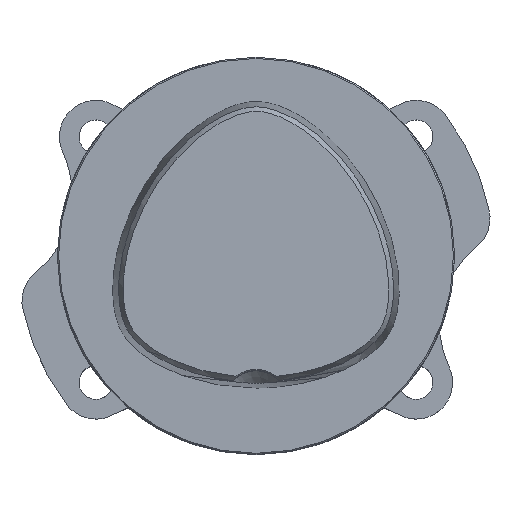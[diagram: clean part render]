
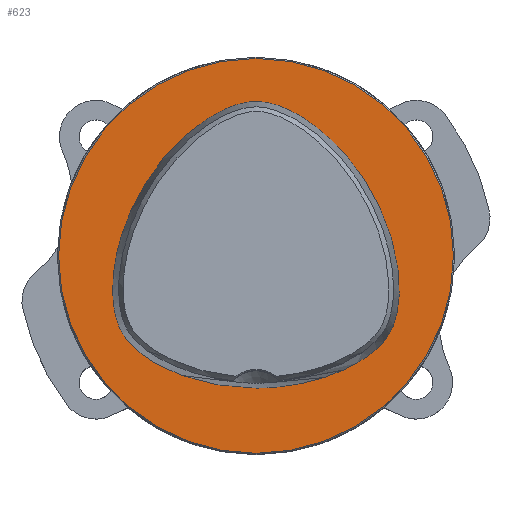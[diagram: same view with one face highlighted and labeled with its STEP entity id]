
A CAD part, top view. The second image highlights one B-rep face of the part: STEP entity #623.
In plain terms, the highlighted planar face has unit normal (0, 0, 1).
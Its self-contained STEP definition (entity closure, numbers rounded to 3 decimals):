
#402=PLANE('',#2046);
#474=CIRCLE('',#2044,49.7);
#552=FACE_BOUND('',#836,.T.);
#553=FACE_BOUND('',#837,.T.);
#623=ADVANCED_FACE('CU_E_LO_SU_1',(#552,#553),#402,.T.);
#836=EDGE_LOOP('',(#1035));
#837=EDGE_LOOP('',(#1036));
#1035=ORIENTED_EDGE('',*,*,#1746,.T.);
#1036=ORIENTED_EDGE('',*,*,#1707,.T.);
#1522=VERTEX_POINT('',#3214);
#1559=VERTEX_POINT('',#3705);
#1707=EDGE_CURVE('',#1522,#1522,#1972,.T.);
#1746=EDGE_CURVE('',#1559,#1559,#474,.T.);
#1972=B_SPLINE_CURVE_WITH_KNOTS('',3,(#3135,#3136,#3137,#3138,#3139,#3140,
#3141,#3142,#3143,#3144,#3145,#3146,#3147,#3148,#3149,#3150,#3151,#3152,
#3153,#3154,#3155,#3156,#3157,#3158,#3159,#3160,#3161,#3162,#3163,#3164,
#3165,#3166,#3167,#3168,#3169,#3170,#3171,#3172,#3173,#3174,#3175,#3176,
#3177,#3178,#3179,#3180,#3181,#3182,#3183,#3184,#3185,#3186,#3187,#3188,
#3189,#3190,#3191,#3192,#3193,#3194,#3195,#3196,#3197,#3198,#3199,#3200,
#3201,#3202,#3203,#3204,#3205,#3206,#3207,#3208,#3209,#3210,#3211,#3212,
#3213),.UNSPECIFIED.,.T.,.F.,(1,1,2,1,1,1,1,1,1,1,1,1,1,1,1,1,1,1,1,1,1,
1,1,1,1,1,1,1,1,1,1,1,1,1,1,1,1,1,1,1,1,1,1,1,1,1,1,1,1,1,1,1,1,1,1,1,1,
1,1,1,1,1,1,1,1,1,1,1,1,1,1,1,1,1,1,1,1,1,2,1,1),(-0.047,-0.031,0.,
0.031,0.047,0.063,0.078,0.094,0.109,0.125,0.133,0.141,
0.148,0.156,0.164,0.168,0.172,0.18,0.188,0.195,
0.203,0.211,0.219,0.234,0.25,0.266,0.281,0.313,0.344,
0.375,0.391,0.406,0.422,0.438,0.453,0.461,0.469,0.477,
0.484,0.492,0.5,0.508,0.516,0.523,0.531,0.539,0.547,
0.563,0.578,0.594,0.609,0.625,0.656,0.688,0.719,0.734,
0.75,0.766,0.781,0.789,0.797,0.805,0.813,0.82,0.828,
0.832,0.836,0.844,0.852,0.859,0.867,0.875,0.891,
0.906,0.922,0.938,0.953,0.969,1.,1.031,1.047),
 .UNSPECIFIED.);
#2044=AXIS2_PLACEMENT_3D('',#3704,#2268,#2269);
#2046=AXIS2_PLACEMENT_3D('',#3707,#2272,#2273);
#2268=DIRECTION('',(0.,0.,1.));
#2269=DIRECTION('',(1.,0.,0.));
#2272=DIRECTION('',(0.,0.,1.));
#2273=DIRECTION('',(1.,0.,0.));
#3135=CARTESIAN_POINT('',(2.358,-33.275,0.));
#3136=CARTESIAN_POINT('',(-2.358,-33.275,0.));
#3137=CARTESIAN_POINT('',(-5.899,-33.062,0.));
#3138=CARTESIAN_POINT('',(-10.564,-32.342,0.));
#3139=CARTESIAN_POINT('',(-14.022,-31.579,0.));
#3140=CARTESIAN_POINT('',(-17.421,-30.585,0.));
#3141=CARTESIAN_POINT('',(-20.741,-29.347,0.));
#3142=CARTESIAN_POINT('',(-23.953,-27.85,0.));
#3143=CARTESIAN_POINT('',(-26.508,-26.364,0.));
#3144=CARTESIAN_POINT('',(-28.446,-25.014,0.));
#3145=CARTESIAN_POINT('',(-29.836,-23.912,0.));
#3146=CARTESIAN_POINT('',(-31.143,-22.712,0.));
#3147=CARTESIAN_POINT('',(-32.342,-21.401,0.));
#3148=CARTESIAN_POINT('',(-33.217,-20.204,0.));
#3149=CARTESIAN_POINT('',(-33.821,-19.184,0.));
#3150=CARTESIAN_POINT('',(-34.357,-18.128,0.));
#3151=CARTESIAN_POINT('',(-34.902,-16.749,0.));
#3152=CARTESIAN_POINT('',(-35.385,-15.04,0.));
#3153=CARTESIAN_POINT('',(-35.726,-13.299,0.));
#3154=CARTESIAN_POINT('',(-35.948,-11.541,0.));
#3155=CARTESIAN_POINT('',(-36.064,-9.772,0.));
#3156=CARTESIAN_POINT('',(-36.095,-7.411,0.));
#3157=CARTESIAN_POINT('',(-35.922,-4.462,0.));
#3158=CARTESIAN_POINT('',(-35.423,-0.954,0.));
#3159=CARTESIAN_POINT('',(-34.665,2.506,0.));
#3160=CARTESIAN_POINT('',(-33.34,7.037,0.));
#3161=CARTESIAN_POINT('',(-31.139,12.522,0.));
#3162=CARTESIAN_POINT('',(-27.717,18.733,0.));
#3163=CARTESIAN_POINT('',(-24.263,23.527,0.));
#3164=CARTESIAN_POINT('',(-21.153,27.079,0.));
#3165=CARTESIAN_POINT('',(-18.649,29.584,0.));
#3166=CARTESIAN_POINT('',(-15.974,31.907,0.));
#3167=CARTESIAN_POINT('',(-13.129,34.018,0.));
#3168=CARTESIAN_POINT('',(-10.614,35.568,0.));
#3169=CARTESIAN_POINT('',(-8.514,36.651,0.));
#3170=CARTESIAN_POINT('',(-6.895,37.372,0.));
#3171=CARTESIAN_POINT('',(-5.231,37.986,0.));
#3172=CARTESIAN_POINT('',(-3.524,38.472,0.));
#3173=CARTESIAN_POINT('',(-1.776,38.797,0.));
#3174=CARTESIAN_POINT('',(0.,38.915,0.));
#3175=CARTESIAN_POINT('',(1.776,38.797,0.));
#3176=CARTESIAN_POINT('',(3.524,38.472,0.));
#3177=CARTESIAN_POINT('',(5.231,37.986,0.));
#3178=CARTESIAN_POINT('',(6.895,37.372,0.));
#3179=CARTESIAN_POINT('',(8.514,36.651,0.));
#3180=CARTESIAN_POINT('',(10.614,35.568,0.));
#3181=CARTESIAN_POINT('',(13.129,34.018,0.));
#3182=CARTESIAN_POINT('',(15.974,31.907,0.));
#3183=CARTESIAN_POINT('',(18.649,29.584,0.));
#3184=CARTESIAN_POINT('',(21.153,27.079,0.));
#3185=CARTESIAN_POINT('',(24.263,23.527,0.));
#3186=CARTESIAN_POINT('',(27.717,18.733,0.));
#3187=CARTESIAN_POINT('',(31.139,12.522,0.));
#3188=CARTESIAN_POINT('',(33.34,7.037,0.));
#3189=CARTESIAN_POINT('',(34.665,2.506,0.));
#3190=CARTESIAN_POINT('',(35.423,-0.954,0.));
#3191=CARTESIAN_POINT('',(35.922,-4.462,0.));
#3192=CARTESIAN_POINT('',(36.095,-7.411,0.));
#3193=CARTESIAN_POINT('',(36.064,-9.772,0.));
#3194=CARTESIAN_POINT('',(35.948,-11.54,0.));
#3195=CARTESIAN_POINT('',(35.726,-13.299,0.));
#3196=CARTESIAN_POINT('',(35.385,-15.04,0.));
#3197=CARTESIAN_POINT('',(34.902,-16.749,0.));
#3198=CARTESIAN_POINT('',(34.357,-18.128,0.));
#3199=CARTESIAN_POINT('',(33.821,-19.184,0.));
#3200=CARTESIAN_POINT('',(33.217,-20.204,0.));
#3201=CARTESIAN_POINT('',(32.342,-21.401,0.));
#3202=CARTESIAN_POINT('',(31.143,-22.712,0.));
#3203=CARTESIAN_POINT('',(29.836,-23.912,0.));
#3204=CARTESIAN_POINT('',(28.446,-25.014,0.));
#3205=CARTESIAN_POINT('',(26.508,-26.364,0.));
#3206=CARTESIAN_POINT('',(23.953,-27.85,0.));
#3207=CARTESIAN_POINT('',(20.741,-29.347,0.));
#3208=CARTESIAN_POINT('',(17.421,-30.585,0.));
#3209=CARTESIAN_POINT('',(14.022,-31.579,0.));
#3210=CARTESIAN_POINT('',(10.564,-32.342,0.));
#3211=CARTESIAN_POINT('',(5.899,-33.062,0.));
#3212=CARTESIAN_POINT('',(2.358,-33.275,0.));
#3213=CARTESIAN_POINT('',(-2.358,-33.275,0.));
#3214=CARTESIAN_POINT('',(0.,-33.275,0.));
#3704=CARTESIAN_POINT('',(0.,0.,0.));
#3705=CARTESIAN_POINT('',(49.7,0.,0.));
#3707=CARTESIAN_POINT('',(0.,-40.707,0.));
